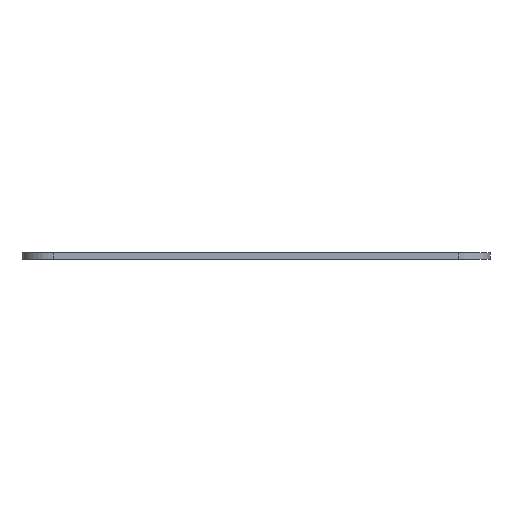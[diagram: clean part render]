
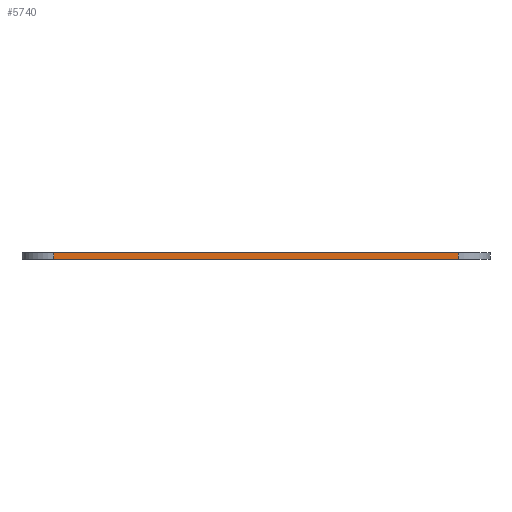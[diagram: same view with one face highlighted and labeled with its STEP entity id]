
A CAD part, front view. The second image highlights one B-rep face of the part: STEP entity #5740.
In plain terms, the highlighted planar face has unit normal (0, -1, 0).
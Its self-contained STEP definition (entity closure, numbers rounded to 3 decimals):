
#874=FACE_OUTER_BOUND('',#1205,.T.);
#1205=EDGE_LOOP('',(#5128,#5129,#5130,#5131));
#1676=LINE('',#10890,#2164);
#1694=LINE('',#10965,#2182);
#1695=LINE('',#10968,#2183);
#1696=LINE('',#10969,#2184);
#2164=VECTOR('',#6830,10.);
#2182=VECTOR('',#6896,10.);
#2183=VECTOR('',#6899,10.);
#2184=VECTOR('',#6900,10.);
#2731=VERTEX_POINT('',#10886);
#2733=VERTEX_POINT('',#10889);
#2766=VERTEX_POINT('',#10963);
#2767=VERTEX_POINT('',#10967);
#3551=EDGE_CURVE('',#2731,#2733,#1676,.T.);
#3587=EDGE_CURVE('',#2766,#2731,#1694,.T.);
#3588=EDGE_CURVE('',#2767,#2766,#1695,.T.);
#3589=EDGE_CURVE('',#2733,#2767,#1696,.T.);
#5128=ORIENTED_EDGE('',*,*,#3587,.F.);
#5129=ORIENTED_EDGE('',*,*,#3588,.F.);
#5130=ORIENTED_EDGE('',*,*,#3589,.F.);
#5131=ORIENTED_EDGE('',*,*,#3551,.F.);
#5454=PLANE('',#5993);
#5740=ADVANCED_FACE('',(#874),#5454,.T.);
#5993=AXIS2_PLACEMENT_3D('',#10966,#6897,#6898);
#6830=DIRECTION('',(1.,0.,0.));
#6896=DIRECTION('',(0.,0.,1.));
#6897=DIRECTION('center_axis',(0.,-1.,0.));
#6898=DIRECTION('ref_axis',(1.,0.,0.));
#6899=DIRECTION('',(-1.,0.,0.));
#6900=DIRECTION('',(0.,0.,-1.));
#10886=CARTESIAN_POINT('',(-26.804,-58.961,1.5));
#10889=CARTESIAN_POINT('',(62.626,-58.961,1.5));
#10890=CARTESIAN_POINT('',(69.626,-58.961,1.5));
#10963=CARTESIAN_POINT('',(-26.804,-58.961,0.));
#10965=CARTESIAN_POINT('',(-26.804,-58.961,0.));
#10966=CARTESIAN_POINT('Origin',(-33.804,-58.961,0.));
#10967=CARTESIAN_POINT('',(62.626,-58.961,0.));
#10968=CARTESIAN_POINT('',(69.626,-58.961,0.));
#10969=CARTESIAN_POINT('',(62.626,-58.961,0.));
